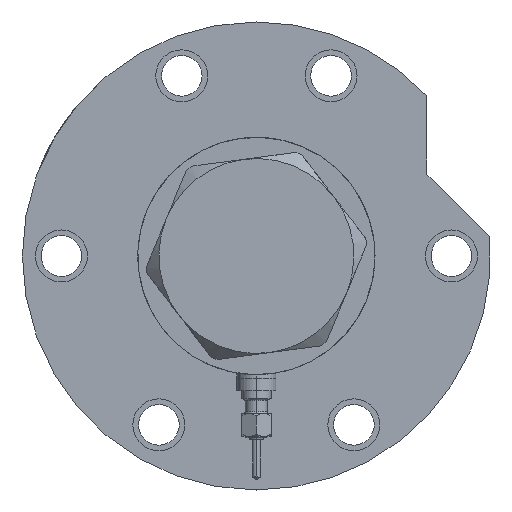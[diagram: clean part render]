
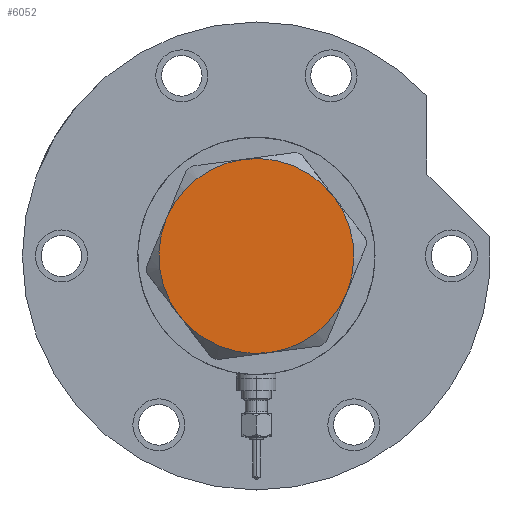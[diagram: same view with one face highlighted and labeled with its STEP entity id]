
A CAD part, left-side view. The second image highlights one B-rep face of the part: STEP entity #6052.
In plain terms, the highlighted face is planar.
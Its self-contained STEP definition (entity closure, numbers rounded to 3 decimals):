
#27 = EDGE_CURVE ( 'NONE', #3596, #3672, #5001, .T. ) ;
#79 = ORIENTED_EDGE ( 'NONE', *, *, #3433, .T. ) ;
#104 = CIRCLE ( 'NONE', #5886, 30. ) ;
#142 = EDGE_CURVE ( 'NONE', #7685, #280, #1841, .T. ) ;
#280 = VERTEX_POINT ( 'NONE', #5741 ) ;
#319 = AXIS2_PLACEMENT_3D ( 'NONE', #4318, #5522, #5482 ) ;
#668 = CARTESIAN_POINT ( 'NONE',  ( 0., 0., 14.5 ) ) ;
#769 = CARTESIAN_POINT ( 'NONE',  ( -15., 25.981, 14.5 ) ) ;
#867 = CARTESIAN_POINT ( 'NONE',  ( 30., 0., 14.5 ) ) ;
#1041 = PLANE ( 'NONE',  #319 ) ;
#1099 = DIRECTION ( 'NONE',  ( 1., 0., 0. ) ) ;
#1180 = DIRECTION ( 'NONE',  ( 1., 0., 0. ) ) ;
#1203 = FACE_OUTER_BOUND ( 'NONE', #6825, .T. ) ;
#1346 = DIRECTION ( 'NONE',  ( 0., 0., 1. ) ) ;
#1498 = DIRECTION ( 'NONE',  ( 0., 0., 1. ) ) ;
#1737 = ORIENTED_EDGE ( 'NONE', *, *, #7974, .T. ) ;
#1841 = CIRCLE ( 'NONE', #5262, 30. ) ;
#2100 = CARTESIAN_POINT ( 'NONE',  ( 0., 0., 14.5 ) ) ;
#2110 = CARTESIAN_POINT ( 'NONE',  ( 0., 0., 14.5 ) ) ;
#2498 = VERTEX_POINT ( 'NONE', #867 ) ;
#2770 = DIRECTION ( 'NONE',  ( 1., 0., 0. ) ) ;
#2979 = CARTESIAN_POINT ( 'NONE',  ( -15., -25.981, 14.5 ) ) ;
#2998 = CIRCLE ( 'NONE', #3789, 30. ) ;
#3209 = DIRECTION ( 'NONE',  ( 1., 0., 0. ) ) ;
#3433 = EDGE_CURVE ( 'NONE', #2498, #3596, #6229, .T. ) ;
#3440 = ORIENTED_EDGE ( 'NONE', *, *, #6267, .T. ) ;
#3596 = VERTEX_POINT ( 'NONE', #6561 ) ;
#3672 = VERTEX_POINT ( 'NONE', #769 ) ;
#3789 = AXIS2_PLACEMENT_3D ( 'NONE', #668, #5600, #3209 ) ;
#4066 = DIRECTION ( 'NONE',  ( 1., 0., 0. ) ) ;
#4265 = AXIS2_PLACEMENT_3D ( 'NONE', #2100, #4560, #4066 ) ;
#4318 = CARTESIAN_POINT ( 'NONE',  ( 0., 0., 14.5 ) ) ;
#4553 = ORIENTED_EDGE ( 'NONE', *, *, #142, .T. ) ;
#4560 = DIRECTION ( 'NONE',  ( 0., 0., 1. ) ) ;
#4771 = AXIS2_PLACEMENT_3D ( 'NONE', #7547, #1346, #1180 ) ;
#4797 = DIRECTION ( 'NONE',  ( 0., 0., 1. ) ) ;
#4877 = DIRECTION ( 'NONE',  ( 0., 0., 1. ) ) ;
#5001 = CIRCLE ( 'NONE', #6574, 30. ) ;
#5262 = AXIS2_PLACEMENT_3D ( 'NONE', #8001, #4877, #1099 ) ;
#5338 = CARTESIAN_POINT ( 'NONE',  ( 0., 0., 14.5 ) ) ;
#5482 = DIRECTION ( 'NONE',  ( 1., 0., 0. ) ) ;
#5522 = DIRECTION ( 'NONE',  ( 0., 0., 1. ) ) ;
#5600 = DIRECTION ( 'NONE',  ( 0., 0., 1. ) ) ;
#5741 = CARTESIAN_POINT ( 'NONE',  ( 15., -25.981, 14.5 ) ) ;
#5748 = ORIENTED_EDGE ( 'NONE', *, *, #7127, .T. ) ;
#5886 = AXIS2_PLACEMENT_3D ( 'NONE', #2110, #1498, #2770 ) ;
#6052 = ADVANCED_FACE ( 'NONE', ( #1203 ), #1041, .T. ) ;
#6080 = DIRECTION ( 'NONE',  ( 1., 0., 0. ) ) ;
#6229 = CIRCLE ( 'NONE', #4771, 30. ) ;
#6256 = ORIENTED_EDGE ( 'NONE', *, *, #27, .T. ) ;
#6267 = EDGE_CURVE ( 'NONE', #280, #2498, #6900, .T. ) ;
#6561 = CARTESIAN_POINT ( 'NONE',  ( 15., 25.981, 14.5 ) ) ;
#6574 = AXIS2_PLACEMENT_3D ( 'NONE', #5338, #4797, #6080 ) ;
#6825 = EDGE_LOOP ( 'NONE', ( #3440, #79, #6256, #1737, #5748, #4553 ) ) ;
#6900 = CIRCLE ( 'NONE', #4265, 30. ) ;
#6981 = VERTEX_POINT ( 'NONE', #7407 ) ;
#7127 = EDGE_CURVE ( 'NONE', #6981, #7685, #2998, .T. ) ;
#7407 = CARTESIAN_POINT ( 'NONE',  ( -30., 0., 14.5 ) ) ;
#7547 = CARTESIAN_POINT ( 'NONE',  ( 0., 0., 14.5 ) ) ;
#7685 = VERTEX_POINT ( 'NONE', #2979 ) ;
#7974 = EDGE_CURVE ( 'NONE', #3672, #6981, #104, .T. ) ;
#8001 = CARTESIAN_POINT ( 'NONE',  ( 0., 0., 14.5 ) ) ;
